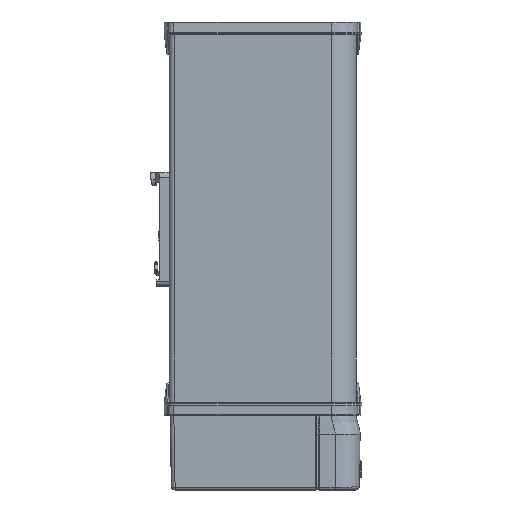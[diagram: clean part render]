
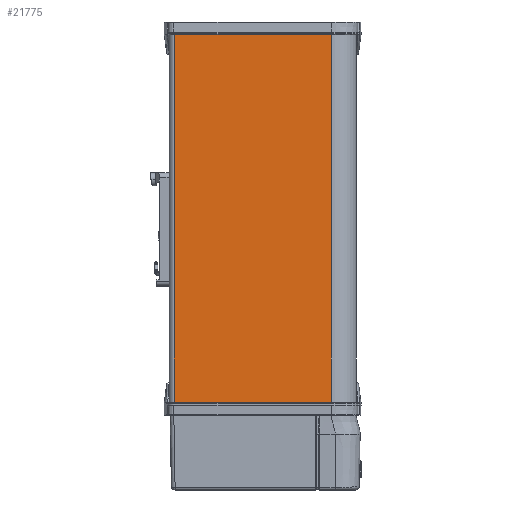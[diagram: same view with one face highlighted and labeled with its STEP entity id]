
A CAD part, left-side view. The second image highlights one B-rep face of the part: STEP entity #21775.
In plain terms, the highlighted face is planar.
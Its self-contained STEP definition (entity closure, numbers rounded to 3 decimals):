
#20728=DIRECTION('',(0.,0.,1.));
#20729=VECTOR('',#20728,149.8);
#20730=CARTESIAN_POINT('',(229.989,-27.508,-149.8));
#20731=LINE('',#20730,#20729);
#20735=DIRECTION('',(0.,-1.,0.));
#20736=VECTOR('',#20735,63.);
#20737=CARTESIAN_POINT('',(229.989,35.492,
0.));
#20738=LINE('',#20737,#20736);
#20742=DIRECTION('',(0.,0.,1.));
#20743=VECTOR('',#20742,149.8);
#20744=CARTESIAN_POINT('',(229.989,35.492,-149.8));
#20745=LINE('',#20744,#20743);
#20749=DIRECTION('',(0.,1.,0.));
#20750=VECTOR('',#20749,63.);
#20751=CARTESIAN_POINT('',(229.989,-27.508,-149.8));
#20752=LINE('',#20751,#20750);
#21148=CARTESIAN_POINT('',(229.989,-27.508,-149.8));
#21149=CARTESIAN_POINT('',(229.989,-27.508,
0.));
#21150=VERTEX_POINT('',#21148);
#21151=VERTEX_POINT('',#21149);
#21152=CARTESIAN_POINT('',(229.989,35.492,-149.8));
#21153=CARTESIAN_POINT('',(229.989,35.492,
0.));
#21154=VERTEX_POINT('',#21152);
#21155=VERTEX_POINT('',#21153);
#21763=CARTESIAN_POINT('',(229.989,3.992,-100.));
#21764=DIRECTION('',(-1.,0.,0.));
#21765=DIRECTION('',(0.,1.,0.));
#21766=AXIS2_PLACEMENT_3D('',#21763,#21764,#21765);
#21767=PLANE('',#21766);
#21768=ORIENTED_EDGE('',*,*,#21750,.T.);
#21769=ORIENTED_EDGE('',*,*,#21259,.F.);
#21771=ORIENTED_EDGE('',*,*,#21770,.F.);
#21772=ORIENTED_EDGE('',*,*,#21384,.F.);
#21773=EDGE_LOOP('',(#21768,#21769,#21771,#21772));
#21774=FACE_OUTER_BOUND('',#21773,.F.);
#21259=EDGE_CURVE('',#21155,#21151,#20738,.T.);
#21384=EDGE_CURVE('',#21150,#21154,#20752,.T.);
#21750=EDGE_CURVE('',#21150,#21151,#20731,.T.);
#21770=EDGE_CURVE('',#21154,#21155,#20745,.T.);
#21775=ADVANCED_FACE('',(#21774),#21767,.F.);
